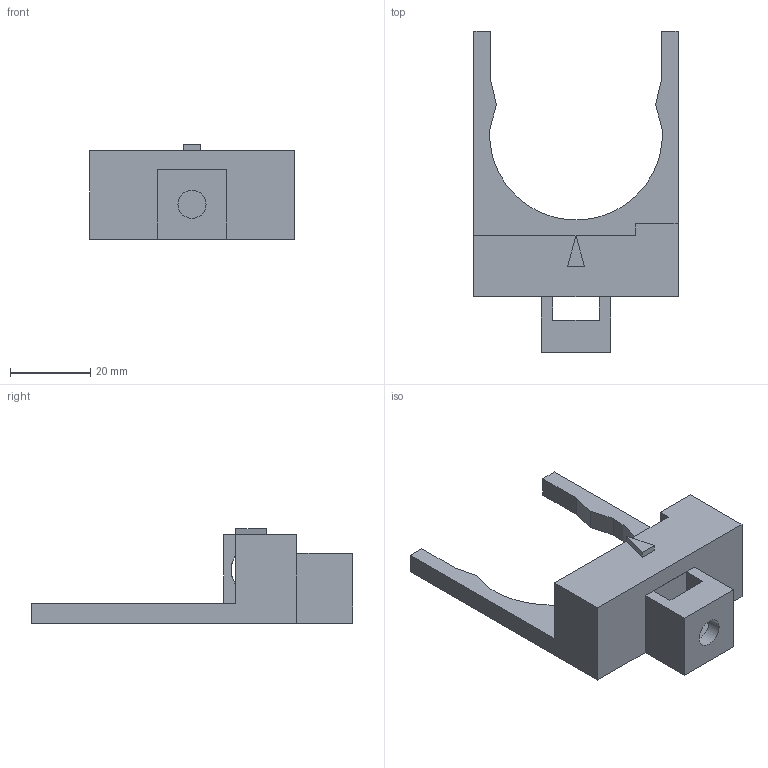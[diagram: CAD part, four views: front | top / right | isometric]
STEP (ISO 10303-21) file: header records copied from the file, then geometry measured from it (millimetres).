
FILE_DESCRIPTION(/* description */ (''),/* implementation_level */ '2;1');
FILE_NAME(/* name */ '(F)Rotating_Analyzer_Body.step',/* time_stamp */ '2021-05-14T07:45:08-05:00',/* author */ (''),/* organization */ (''),/* preprocessor_version */ 'ST-DEVELOPER v18.1',/* originating_system */ 'Autodesk Translation Framework v10.6.0.1341',/* authorisation */ '');
FILE_SCHEMA (('AUTOMOTIVE_DESIGN { 1 0 10303 214 3 1 1 }'));
Length unit declared in the file: millimetre
Products named in the file (1): (F)Rotating_Analyzer_Body
Bounding box: 50.8 x 79.89 x 23.5 mm (x, y, z)
Volume: 18633.1 mm3; surface area: 9874.8 mm2
Topology: 1 solids, 1 shells, 55 faces, 150 edges, 98 vertices
Faces by surface type: plane 40, bspline 8, cone 4, cylinder 3
Full cylindrical faces by diameter (mm): 6.985 x1, 12.915 x1
Entity records: 1918 total; most frequent: CARTESIAN_POINT 524, ORIENTED_EDGE 300, DIRECTION 240, EDGE_CURVE 150, LINE 116, VECTOR 116, VERTEX_POINT 98, EDGE_LOOP 62
